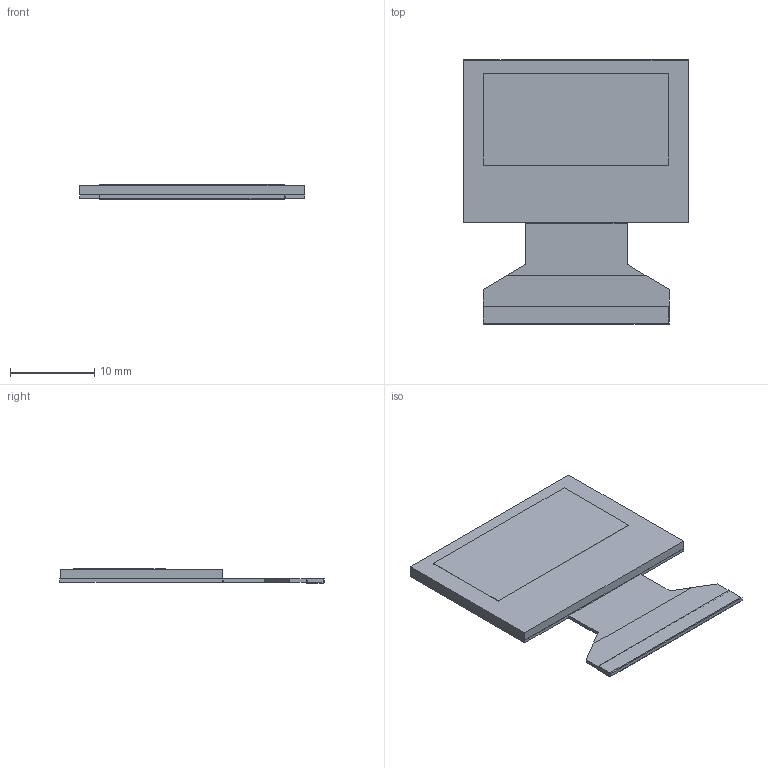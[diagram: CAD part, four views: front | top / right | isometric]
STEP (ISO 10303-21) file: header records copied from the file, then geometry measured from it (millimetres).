
FILE_DESCRIPTION(('Open CASCADE Model'),'2;1');
FILE_NAME('Open CASCADE Shape Model','2018-03-22T11:47:49',('Author'),( 'Open CASCADE'),'Open CASCADE STEP processor 6.8','Open CASCADE 6.8' ,'Unknown');
FILE_SCHEMA(('AUTOMOTIVE_DESIGN { 1 0 10303 214 1 1 1 1 }'));
Length unit declared in the file: millimetre
Products named in the file (9): PCB; Board; Free-Models; 8124404096; Extruded; 8124403904; 8124403712
Assembly tree (8 placements, depth 4):
  PCB
    Board
    Free-Models
      8124404096
        Extruded
      8124403904
        Extruded
      8124403712
        Extruded
Bounding box: 26.75 x 31.4 x 1.7 mm (x, y, z)
Volume: 1153.8 mm3; surface area: 3338.7 mm2
Topology: 8 solids, 8 shells, 56 faces, 120 edges, 80 vertices
Faces by surface type: plane 56
Entity records: 1660 total; most frequent: CARTESIAN_POINT 265, DIRECTION 250, ORIENTED_EDGE 240, EDGE_CURVE 120, LINE 120, VECTOR 120, VERTEX_POINT 80, AXIS2_PLACEMENT_3D 65
